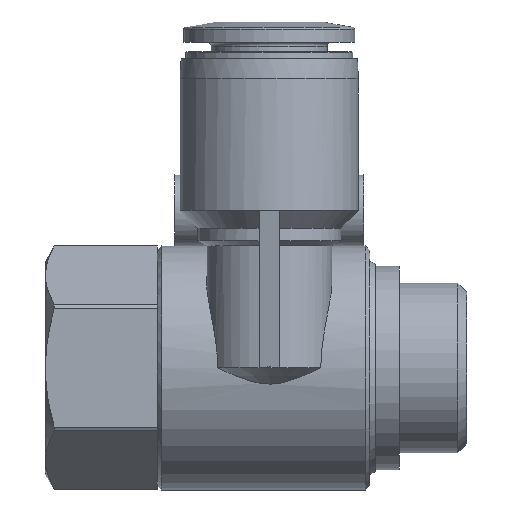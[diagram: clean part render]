
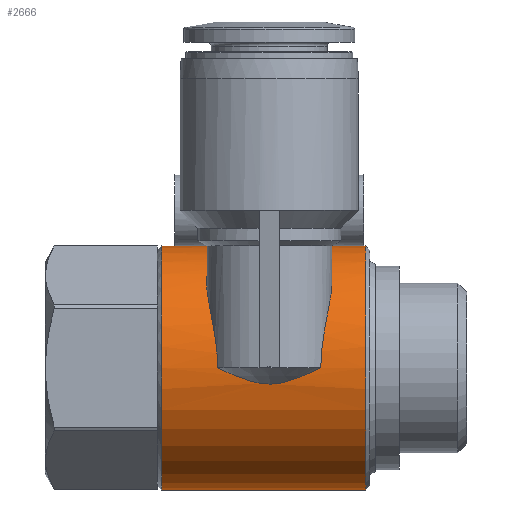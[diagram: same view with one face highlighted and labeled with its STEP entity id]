
A CAD part, left-side view. The second image highlights one B-rep face of the part: STEP entity #2666.
In plain terms, the highlighted cylindrical face has radius 12 mm (diameter 24 mm), a full revolution.
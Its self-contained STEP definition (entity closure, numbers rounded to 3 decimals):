
#84=LINE('',#3812,#152);
#85=LINE('',#3816,#153);
#86=LINE('',#3834,#154);
#87=LINE('',#3838,#155);
#152=VECTOR('',#3141,1000.);
#153=VECTOR('',#3144,1000.);
#154=VECTOR('',#3151,1000.);
#155=VECTOR('',#3154,1000.);
#226=B_SPLINE_CURVE_WITH_KNOTS('',3,(#3758,#3759,#3760,#3761,#3762,#3763,
#3764,#3765,#3766,#3767),.UNSPECIFIED.,.F.,.F.,(4,1,1,1,1,1,1,4),(0.021,
0.023,0.026,0.028,0.03,
0.033,0.035,0.04),.UNSPECIFIED.);
#227=B_SPLINE_CURVE_WITH_KNOTS('',3,(#3782,#3783,#3784,#3785,#3786,#3787,
#3788,#3789,#3790,#3791),.UNSPECIFIED.,.F.,.F.,(4,1,1,1,1,1,1,4),(0.,0.005,
0.007,0.009,0.012,0.014,
0.017,0.019),.UNSPECIFIED.);
#230=B_SPLINE_CURVE_WITH_KNOTS('',3,(#3820,#3821,#3822,#3823,#3824,#3825,
#3826,#3827,#3828,#3829),.UNSPECIFIED.,.F.,.F.,(4,1,1,1,1,1,1,4),(0.021,
0.023,0.026,0.028,0.03,
0.033,0.035,0.04),.UNSPECIFIED.);
#231=B_SPLINE_CURVE_WITH_KNOTS('',3,(#3842,#3843,#3844,#3845,#3846,#3847,
#3848,#3849,#3850,#3851),.UNSPECIFIED.,.F.,.F.,(4,1,1,1,1,1,1,4),(0.,0.005,
0.007,0.009,0.012,0.014,
0.017,0.019),.UNSPECIFIED.);
#232=B_SPLINE_CURVE_WITH_KNOTS('',3,(#3853,#3854,#3855,#3856,#3857,#3858,
#3859,#3860),.UNSPECIFIED.,.F.,.F.,(4,1,1,1,1,4),(0.001,
0.003,0.005,0.006,0.009,
0.012),.UNSPECIFIED.);
#233=B_SPLINE_CURVE_WITH_KNOTS('',3,(#3864,#3865,#3866,#3867,#3868,#3869,
#3870,#3871),.UNSPECIFIED.,.F.,.F.,(4,1,1,1,1,4),(0.001,
0.003,0.005,0.006,0.009,
0.012),.UNSPECIFIED.);
#369=ORIENTED_EDGE('',*,*,#853,.F.);
#370=ORIENTED_EDGE('',*,*,#854,.F.);
#371=ORIENTED_EDGE('',*,*,#855,.T.);
#372=ORIENTED_EDGE('',*,*,#856,.F.);
#373=ORIENTED_EDGE('',*,*,#857,.F.);
#374=ORIENTED_EDGE('',*,*,#858,.F.);
#375=ORIENTED_EDGE('',*,*,#859,.T.);
#376=ORIENTED_EDGE('',*,*,#860,.F.);
#377=ORIENTED_EDGE('',*,*,#861,.F.);
#378=ORIENTED_EDGE('',*,*,#838,.F.);
#379=ORIENTED_EDGE('',*,*,#862,.F.);
#380=ORIENTED_EDGE('',*,*,#852,.F.);
#381=ORIENTED_EDGE('',*,*,#863,.F.);
#382=ORIENTED_EDGE('',*,*,#850,.F.);
#383=ORIENTED_EDGE('',*,*,#864,.F.);
#384=ORIENTED_EDGE('',*,*,#845,.F.);
#385=ORIENTED_EDGE('',*,*,#865,.F.);
#386=ORIENTED_EDGE('',*,*,#866,.T.);
#838=EDGE_CURVE('',#1079,#1080,#226,.T.);
#845=EDGE_CURVE('',#1085,#1083,#227,.T.);
#850=EDGE_CURVE('',#1088,#1089,#84,.T.);
#852=EDGE_CURVE('',#1090,#1086,#85,.F.);
#853=EDGE_CURVE('',#1091,#1091,#1241,.T.);
#854=EDGE_CURVE('',#1092,#1093,#230,.T.);
#855=EDGE_CURVE('',#1092,#1094,#1242,.T.);
#856=EDGE_CURVE('',#1095,#1094,#86,.T.);
#857=EDGE_CURVE('',#1096,#1095,#1243,.T.);
#858=EDGE_CURVE('',#1097,#1096,#87,.F.);
#859=EDGE_CURVE('',#1097,#1098,#1244,.T.);
#860=EDGE_CURVE('',#1099,#1098,#231,.T.);
#861=EDGE_CURVE('',#1080,#1099,#232,.T.);
#862=EDGE_CURVE('',#1086,#1079,#1245,.T.);
#863=EDGE_CURVE('',#1089,#1090,#1246,.T.);
#864=EDGE_CURVE('',#1083,#1088,#1247,.T.);
#865=EDGE_CURVE('',#1093,#1085,#233,.T.);
#866=EDGE_CURVE('',#1100,#1100,#1248,.T.);
#1079=VERTEX_POINT('',#3757);
#1080=VERTEX_POINT('',#3768);
#1083=VERTEX_POINT('',#3777);
#1085=VERTEX_POINT('',#3781);
#1086=VERTEX_POINT('',#3794);
#1088=VERTEX_POINT('',#3811);
#1089=VERTEX_POINT('',#3813);
#1090=VERTEX_POINT('',#3815);
#1091=VERTEX_POINT('',#3819);
#1092=VERTEX_POINT('',#3830);
#1093=VERTEX_POINT('',#3831);
#1094=VERTEX_POINT('',#3833);
#1095=VERTEX_POINT('',#3835);
#1096=VERTEX_POINT('',#3837);
#1097=VERTEX_POINT('',#3839);
#1098=VERTEX_POINT('',#3841);
#1099=VERTEX_POINT('',#3852);
#1100=VERTEX_POINT('',#3873);
#1241=CIRCLE('',#2829,12.);
#1242=CIRCLE('',#2830,12.);
#1243=CIRCLE('',#2831,12.);
#1244=CIRCLE('',#2832,12.);
#1245=CIRCLE('',#2833,12.);
#1246=CIRCLE('',#2834,12.);
#1247=CIRCLE('',#2835,12.);
#1248=CIRCLE('',#2836,12.);
#1366=EDGE_LOOP('',(#369));
#1367=EDGE_LOOP('',(#370,#371,#372,#373,#374,#375,#376,#377,#378,#379,#380,
#381,#382,#383,#384,#385));
#1368=EDGE_LOOP('',(#386));
#1548=FACE_BOUND('',#1366,.T.);
#1549=FACE_BOUND('',#1367,.T.);
#1550=FACE_BOUND('',#1368,.T.);
#1721=CYLINDRICAL_SURFACE('',#2828,12.);
#2666=ADVANCED_FACE('',(#1548,#1549,#1550),#1721,.T.);
#2828=AXIS2_PLACEMENT_3D('',#3817,#3145,#3146);
#2829=AXIS2_PLACEMENT_3D('',#3818,#3147,#3148);
#2830=AXIS2_PLACEMENT_3D('',#3832,#3149,#3150);
#2831=AXIS2_PLACEMENT_3D('',#3836,#3152,#3153);
#2832=AXIS2_PLACEMENT_3D('',#3840,#3155,#3156);
#2833=AXIS2_PLACEMENT_3D('',#3861,#3157,#3158);
#2834=AXIS2_PLACEMENT_3D('',#3862,#3159,#3160);
#2835=AXIS2_PLACEMENT_3D('',#3863,#3161,#3162);
#2836=AXIS2_PLACEMENT_3D('',#3872,#3163,#3164);
#3141=DIRECTION('',(0.,-1.,0.));
#3144=DIRECTION('',(0.,-1.,0.));
#3145=DIRECTION('',(0.,-1.,0.));
#3146=DIRECTION('',(0.,0.,-1.));
#3147=DIRECTION('',(0.,-1.,0.));
#3148=DIRECTION('',(0.,0.,-1.));
#3149=DIRECTION('',(0.,1.,0.));
#3150=DIRECTION('',(0.,0.,1.));
#3151=DIRECTION('',(0.,-1.,0.));
#3152=DIRECTION('',(0.,-1.,0.));
#3153=DIRECTION('',(0.,0.,-1.));
#3154=DIRECTION('',(0.,-1.,0.));
#3155=DIRECTION('',(0.,1.,0.));
#3156=DIRECTION('',(0.,0.,1.));
#3157=DIRECTION('',(0.,1.,0.));
#3158=DIRECTION('',(0.,0.,1.));
#3159=DIRECTION('',(0.,1.,0.));
#3160=DIRECTION('',(0.,0.,1.));
#3161=DIRECTION('',(0.,1.,0.));
#3162=DIRECTION('',(0.,0.,1.));
#3163=DIRECTION('',(0.,-1.,0.));
#3164=DIRECTION('',(0.,0.,-1.));
#3757=CARTESIAN_POINT('',(2.422,11.8,11.753));
#3758=CARTESIAN_POINT('',(2.422,11.8,11.753));
#3759=CARTESIAN_POINT('',(2.55,11.019,11.727));
#3760=CARTESIAN_POINT('',(3.114,9.505,11.612));
#3761=CARTESIAN_POINT('',(4.72,7.758,11.093));
#3762=CARTESIAN_POINT('',(6.696,6.794,10.051));
#3763=CARTESIAN_POINT('',(8.549,6.564,8.534));
#3764=CARTESIAN_POINT('',(10.053,6.788,6.691));
#3765=CARTESIAN_POINT('',(11.524,7.358,3.933));
#3766=CARTESIAN_POINT('',(12.,7.731,1.594));
#3767=CARTESIAN_POINT('',(12.,7.731,0.));
#3768=CARTESIAN_POINT('',(12.,7.731,0.));
#3777=CARTESIAN_POINT('',(-2.422,11.8,11.753));
#3781=CARTESIAN_POINT('',(-12.,7.731,0.));
#3782=CARTESIAN_POINT('',(-12.,7.731,0.));
#3783=CARTESIAN_POINT('',(-12.,7.731,1.595));
#3784=CARTESIAN_POINT('',(-11.526,7.358,3.929));
#3785=CARTESIAN_POINT('',(-10.051,6.788,6.695));
#3786=CARTESIAN_POINT('',(-8.553,6.564,8.53));
#3787=CARTESIAN_POINT('',(-6.693,6.796,10.053));
#3788=CARTESIAN_POINT('',(-4.732,7.751,11.088));
#3789=CARTESIAN_POINT('',(-3.116,9.5,11.612));
#3790=CARTESIAN_POINT('',(-2.55,11.018,11.727));
#3791=CARTESIAN_POINT('',(-2.422,11.8,11.753));
#3794=CARTESIAN_POINT('',(0.33,11.8,11.995));
#3811=CARTESIAN_POINT('',(-0.33,11.8,11.995));
#3812=CARTESIAN_POINT('',(-0.33,12.8,11.995));
#3813=CARTESIAN_POINT('',(-0.33,3.5,11.995));
#3815=CARTESIAN_POINT('',(0.33,3.5,11.995));
#3816=CARTESIAN_POINT('',(0.33,12.8,11.995));
#3817=CARTESIAN_POINT('',(0.,2.4,0.));
#3818=CARTESIAN_POINT('',(0.,3.324,0.));
#3819=CARTESIAN_POINT('',(0.,3.324,-12.));
#3820=CARTESIAN_POINT('',(-2.422,13.8,11.753));
#3821=CARTESIAN_POINT('',(-2.55,14.581,11.727));
#3822=CARTESIAN_POINT('',(-3.114,16.095,11.612));
#3823=CARTESIAN_POINT('',(-4.72,17.842,11.093));
#3824=CARTESIAN_POINT('',(-6.696,18.806,10.051));
#3825=CARTESIAN_POINT('',(-8.549,19.036,8.534));
#3826=CARTESIAN_POINT('',(-10.053,18.812,6.691));
#3827=CARTESIAN_POINT('',(-11.524,18.242,3.933));
#3828=CARTESIAN_POINT('',(-12.,17.869,1.594));
#3829=CARTESIAN_POINT('',(-12.,17.869,0.));
#3830=CARTESIAN_POINT('',(-2.422,13.8,11.753));
#3831=CARTESIAN_POINT('',(-12.,17.869,0.));
#3832=CARTESIAN_POINT('',(0.,13.8,0.));
#3833=CARTESIAN_POINT('',(-0.33,13.8,11.995));
#3834=CARTESIAN_POINT('',(-0.33,12.8,11.995));
#3835=CARTESIAN_POINT('',(-0.33,22.1,11.995));
#3836=CARTESIAN_POINT('',(0.,22.1,0.));
#3837=CARTESIAN_POINT('',(0.33,22.1,11.995));
#3838=CARTESIAN_POINT('',(0.33,12.8,11.995));
#3839=CARTESIAN_POINT('',(0.33,13.8,11.995));
#3840=CARTESIAN_POINT('',(0.,13.8,0.));
#3841=CARTESIAN_POINT('',(2.422,13.8,11.753));
#3842=CARTESIAN_POINT('',(12.,17.869,0.));
#3843=CARTESIAN_POINT('',(12.,17.869,1.595));
#3844=CARTESIAN_POINT('',(11.526,18.242,3.929));
#3845=CARTESIAN_POINT('',(10.051,18.812,6.695));
#3846=CARTESIAN_POINT('',(8.553,19.036,8.53));
#3847=CARTESIAN_POINT('',(6.693,18.804,10.053));
#3848=CARTESIAN_POINT('',(4.732,17.849,11.088));
#3849=CARTESIAN_POINT('',(3.116,16.1,11.612));
#3850=CARTESIAN_POINT('',(2.55,14.582,11.727));
#3851=CARTESIAN_POINT('',(2.422,13.8,11.753));
#3852=CARTESIAN_POINT('',(12.,17.869,0.));
#3853=CARTESIAN_POINT('',(12.,7.731,0.));
#3854=CARTESIAN_POINT('',(12.,8.539,-0.384));
#3855=CARTESIAN_POINT('',(11.97,9.762,-0.94));
#3856=CARTESIAN_POINT('',(11.909,11.465,-1.481));
#3857=CARTESIAN_POINT('',(11.877,13.254,-1.714));
#3858=CARTESIAN_POINT('',(11.96,15.441,-1.125));
#3859=CARTESIAN_POINT('',(12.,17.062,-0.383));
#3860=CARTESIAN_POINT('',(12.,17.869,0.));
#3861=CARTESIAN_POINT('',(0.,11.8,0.));
#3862=CARTESIAN_POINT('',(0.,3.5,0.));
#3863=CARTESIAN_POINT('',(0.,11.8,0.));
#3864=CARTESIAN_POINT('',(-12.,17.869,0.));
#3865=CARTESIAN_POINT('',(-12.,17.061,-0.384));
#3866=CARTESIAN_POINT('',(-11.97,15.838,-0.94));
#3867=CARTESIAN_POINT('',(-11.909,14.135,-1.481));
#3868=CARTESIAN_POINT('',(-11.877,12.346,-1.714));
#3869=CARTESIAN_POINT('',(-11.96,10.159,-1.125));
#3870=CARTESIAN_POINT('',(-12.,8.538,-0.383));
#3871=CARTESIAN_POINT('',(-12.,7.731,0.));
#3872=CARTESIAN_POINT('',(0.,23.376,0.));
#3873=CARTESIAN_POINT('',(0.,23.376,-12.));
